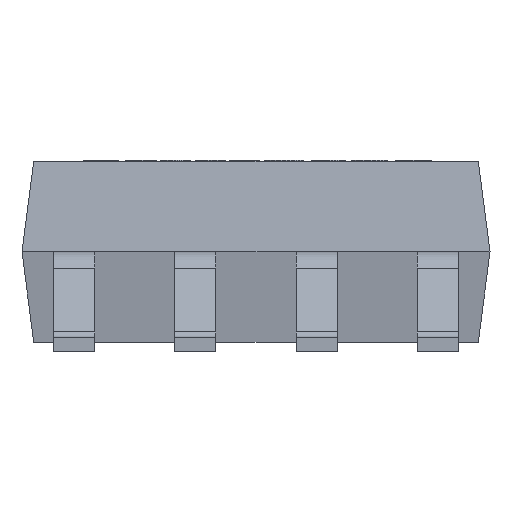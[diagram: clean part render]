
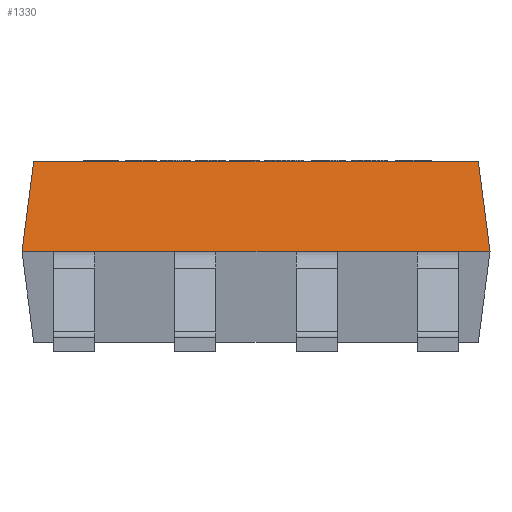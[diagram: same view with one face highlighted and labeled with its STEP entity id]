
A CAD part, left-side view. The second image highlights one B-rep face of the part: STEP entity #1330.
In plain terms, the highlighted free-form (B-spline) face has degree [1, 1] with [2, 2] control points.
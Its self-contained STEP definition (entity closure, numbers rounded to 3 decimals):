
#24 = VERTEX_POINT('',#25);
#25 = CARTESIAN_POINT('',(-2.518,-2.33,2.));
#31 = EDGE_CURVE('',#24,#32,#34,.T.);
#32 = VERTEX_POINT('',#33);
#33 = CARTESIAN_POINT('',(-2.518,2.33,2.));
#34 = LINE('',#35,#36);
#35 = CARTESIAN_POINT('',(-2.518,-2.33,2.));
#36 = VECTOR('',#37,1.);
#37 = DIRECTION('',(0.,1.,0.));
#1219 = EDGE_CURVE('',#24,#1220,#1222,.T.);
#1220 = VERTEX_POINT('',#1221);
#1221 = CARTESIAN_POINT('',(-2.65,-2.453,1.05));
#1222 = B_SPLINE_CURVE_WITH_KNOTS('',1,(#1223,#1224),.UNSPECIFIED.,.F.,
  .F.,(2,2),(0.,1.),.PIECEWISE_BEZIER_KNOTS.);
#1223 = CARTESIAN_POINT('',(-2.518,-2.33,2.));
#1224 = CARTESIAN_POINT('',(-2.65,-2.453,1.05));
#1330 = ADVANCED_FACE('',(#1331),#1412,.T.);
#1331 = FACE_BOUND('',#1332,.T.);
#1332 = EDGE_LOOP('',(#1333,#1334,#1341,#1349,#1357,#1365,#1373,#1381,
    #1389,#1397,#1405,#1411));
#1333 = ORIENTED_EDGE('',*,*,#31,.T.);
#1334 = ORIENTED_EDGE('',*,*,#1335,.T.);
#1335 = EDGE_CURVE('',#32,#1336,#1338,.T.);
#1336 = VERTEX_POINT('',#1337);
#1337 = CARTESIAN_POINT('',(-2.65,2.453,1.05));
#1338 = B_SPLINE_CURVE_WITH_KNOTS('',1,(#1339,#1340),.UNSPECIFIED.,.F.,
  .F.,(2,2),(0.,1.),.PIECEWISE_BEZIER_KNOTS.);
#1339 = CARTESIAN_POINT('',(-2.518,2.33,2.));
#1340 = CARTESIAN_POINT('',(-2.65,2.453,1.05));
#1341 = ORIENTED_EDGE('',*,*,#1342,.F.);
#1342 = EDGE_CURVE('',#1343,#1336,#1345,.T.);
#1343 = VERTEX_POINT('',#1344);
#1344 = CARTESIAN_POINT('',(-2.65,2.12,1.05));
#1345 = LINE('',#1346,#1347);
#1346 = CARTESIAN_POINT('',(-2.65,-2.453,1.05));
#1347 = VECTOR('',#1348,1.);
#1348 = DIRECTION('',(0.,1.,0.));
#1349 = ORIENTED_EDGE('',*,*,#1350,.F.);
#1350 = EDGE_CURVE('',#1351,#1343,#1353,.T.);
#1351 = VERTEX_POINT('',#1352);
#1352 = CARTESIAN_POINT('',(-2.65,1.69,1.05));
#1353 = LINE('',#1354,#1355);
#1354 = CARTESIAN_POINT('',(-2.65,-2.453,1.05));
#1355 = VECTOR('',#1356,1.);
#1356 = DIRECTION('',(0.,1.,0.));
#1357 = ORIENTED_EDGE('',*,*,#1358,.F.);
#1358 = EDGE_CURVE('',#1359,#1351,#1361,.T.);
#1359 = VERTEX_POINT('',#1360);
#1360 = CARTESIAN_POINT('',(-2.65,0.85,1.05));
#1361 = LINE('',#1362,#1363);
#1362 = CARTESIAN_POINT('',(-2.65,-2.453,1.05));
#1363 = VECTOR('',#1364,1.);
#1364 = DIRECTION('',(0.,1.,0.));
#1365 = ORIENTED_EDGE('',*,*,#1366,.F.);
#1366 = EDGE_CURVE('',#1367,#1359,#1369,.T.);
#1367 = VERTEX_POINT('',#1368);
#1368 = CARTESIAN_POINT('',(-2.65,0.42,1.05));
#1369 = LINE('',#1370,#1371);
#1370 = CARTESIAN_POINT('',(-2.65,-2.453,1.05));
#1371 = VECTOR('',#1372,1.);
#1372 = DIRECTION('',(0.,1.,0.));
#1373 = ORIENTED_EDGE('',*,*,#1374,.F.);
#1374 = EDGE_CURVE('',#1375,#1367,#1377,.T.);
#1375 = VERTEX_POINT('',#1376);
#1376 = CARTESIAN_POINT('',(-2.65,-0.42,1.05));
#1377 = LINE('',#1378,#1379);
#1378 = CARTESIAN_POINT('',(-2.65,-2.453,1.05));
#1379 = VECTOR('',#1380,1.);
#1380 = DIRECTION('',(0.,1.,0.));
#1381 = ORIENTED_EDGE('',*,*,#1382,.F.);
#1382 = EDGE_CURVE('',#1383,#1375,#1385,.T.);
#1383 = VERTEX_POINT('',#1384);
#1384 = CARTESIAN_POINT('',(-2.65,-0.85,1.05));
#1385 = LINE('',#1386,#1387);
#1386 = CARTESIAN_POINT('',(-2.65,-2.453,1.05));
#1387 = VECTOR('',#1388,1.);
#1388 = DIRECTION('',(0.,1.,0.));
#1389 = ORIENTED_EDGE('',*,*,#1390,.F.);
#1390 = EDGE_CURVE('',#1391,#1383,#1393,.T.);
#1391 = VERTEX_POINT('',#1392);
#1392 = CARTESIAN_POINT('',(-2.65,-1.69,1.05));
#1393 = LINE('',#1394,#1395);
#1394 = CARTESIAN_POINT('',(-2.65,-2.453,1.05));
#1395 = VECTOR('',#1396,1.);
#1396 = DIRECTION('',(0.,1.,0.));
#1397 = ORIENTED_EDGE('',*,*,#1398,.F.);
#1398 = EDGE_CURVE('',#1399,#1391,#1401,.T.);
#1399 = VERTEX_POINT('',#1400);
#1400 = CARTESIAN_POINT('',(-2.65,-2.12,1.05));
#1401 = LINE('',#1402,#1403);
#1402 = CARTESIAN_POINT('',(-2.65,-2.453,1.05));
#1403 = VECTOR('',#1404,1.);
#1404 = DIRECTION('',(0.,1.,0.));
#1405 = ORIENTED_EDGE('',*,*,#1406,.F.);
#1406 = EDGE_CURVE('',#1220,#1399,#1407,.T.);
#1407 = LINE('',#1408,#1409);
#1408 = CARTESIAN_POINT('',(-2.65,-2.453,1.05));
#1409 = VECTOR('',#1410,1.);
#1410 = DIRECTION('',(0.,1.,0.));
#1411 = ORIENTED_EDGE('',*,*,#1219,.F.);
#1412 = B_SPLINE_SURFACE_WITH_KNOTS('',1,1,(
    (#1413,#1414)
    ,(#1415,#1416
    )),.UNSPECIFIED.,.F.,.F.,.F.,(2,2),(2,2),(0.,4.905),(0.,1.),
  .PIECEWISE_BEZIER_KNOTS.);
#1413 = CARTESIAN_POINT('',(-2.518,-2.33,2.));
#1414 = CARTESIAN_POINT('',(-2.65,-2.453,1.05));
#1415 = CARTESIAN_POINT('',(-2.518,2.33,2.));
#1416 = CARTESIAN_POINT('',(-2.65,2.453,1.05));
